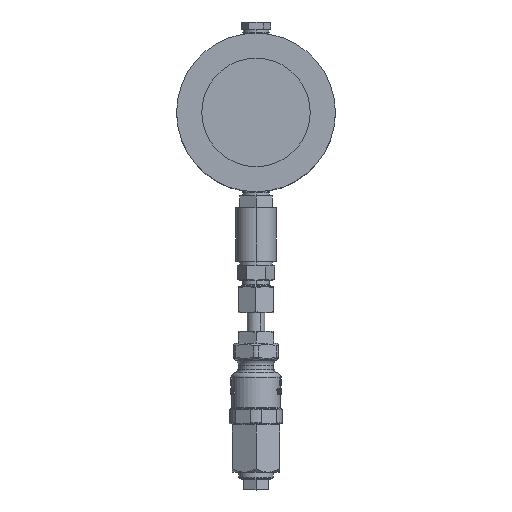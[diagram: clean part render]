
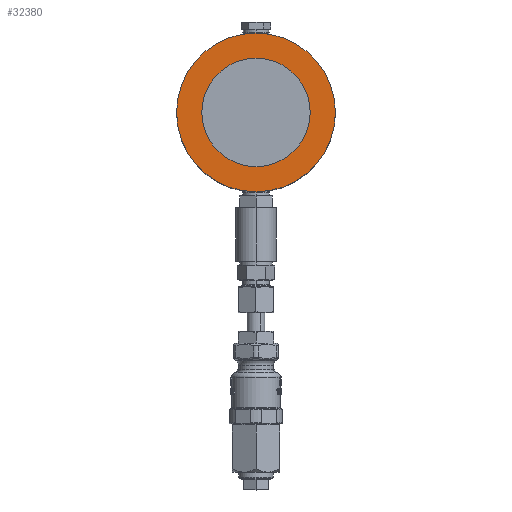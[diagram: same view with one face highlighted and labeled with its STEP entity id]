
A CAD part, top view. The second image highlights one B-rep face of the part: STEP entity #32380.
In plain terms, the highlighted planar face has unit normal (0, 0, 1).
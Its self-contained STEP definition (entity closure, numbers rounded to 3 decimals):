
#750 = ORIENTED_EDGE ( 'NONE', *, *, #20471, .F. ) ;
#1592 = DIRECTION ( 'NONE',  ( 1., 0., 0. ) ) ;
#1766 = CIRCLE ( 'NONE', #4844, 53.5 ) ;
#1846 = ORIENTED_EDGE ( 'NONE', *, *, #37857, .F. ) ;
#3824 = CIRCLE ( 'NONE', #46052, 36.55 ) ;
#4586 = CARTESIAN_POINT ( 'NONE',  ( 0., 0., 0. ) ) ;
#4844 = AXIS2_PLACEMENT_3D ( 'NONE', #46004, #23789, #1592 ) ;
#4876 = EDGE_LOOP ( 'NONE', ( #32563, #18321 ) ) ;
#5839 = DIRECTION ( 'NONE',  ( 0., 0., 1. ) ) ;
#7155 = CARTESIAN_POINT ( 'NONE',  ( 36.55, 0., 0. ) ) ;
#8274 = DIRECTION ( 'NONE',  ( 1., 0., 0. ) ) ;
#10298 = FACE_BOUND ( 'NONE', #34617, .T. ) ;
#11406 = PLANE ( 'NONE',  #35055 ) ;
#12072 = CARTESIAN_POINT ( 'NONE',  ( 53.5, 0., 0. ) ) ;
#13048 = VERTEX_POINT ( 'NONE', #44234 ) ;
#14528 = DIRECTION ( 'NONE',  ( 0., 0., 1. ) ) ;
#14974 = DIRECTION ( 'NONE',  ( 0., 0., 1. ) ) ;
#17853 = FACE_OUTER_BOUND ( 'NONE', #4876, .T. ) ;
#18321 = ORIENTED_EDGE ( 'NONE', *, *, #47860, .T. ) ;
#18811 = CIRCLE ( 'NONE', #23147, 36.55 ) ;
#20471 = EDGE_CURVE ( 'NONE', #22900, #24161, #18811, .T. ) ;
#22900 = VERTEX_POINT ( 'NONE', #7155 ) ;
#23147 = AXIS2_PLACEMENT_3D ( 'NONE', #4586, #30486, #8274 ) ;
#23789 = DIRECTION ( 'NONE',  ( 0., 0., 1. ) ) ;
#24161 = VERTEX_POINT ( 'NONE', #46243 ) ;
#28019 = CARTESIAN_POINT ( 'NONE',  ( 0., 0., 0. ) ) ;
#30486 = DIRECTION ( 'NONE',  ( 0., 0., 1. ) ) ;
#31654 = EDGE_CURVE ( 'NONE', #46695, #13048, #48132, .T. ) ;
#31736 = DIRECTION ( 'NONE',  ( 1., 0., 0. ) ) ;
#32380 = ADVANCED_FACE ( 'NONE', ( #10298, #17853 ), #11406, .T. ) ;
#32563 = ORIENTED_EDGE ( 'NONE', *, *, #31654, .T. ) ;
#33863 = AXIS2_PLACEMENT_3D ( 'NONE', #36768, #14528, #40519 ) ;
#34617 = EDGE_LOOP ( 'NONE', ( #750, #1846 ) ) ;
#35055 = AXIS2_PLACEMENT_3D ( 'NONE', #44537, #14974, #37386 ) ;
#36768 = CARTESIAN_POINT ( 'NONE',  ( 0., 0., 0. ) ) ;
#37386 = DIRECTION ( 'NONE',  ( 1., 0., 0. ) ) ;
#37857 = EDGE_CURVE ( 'NONE', #24161, #22900, #3824, .T. ) ;
#40519 = DIRECTION ( 'NONE',  ( 1., 0., 0. ) ) ;
#44234 = CARTESIAN_POINT ( 'NONE',  ( -53.5, 0., 0. ) ) ;
#44537 = CARTESIAN_POINT ( 'NONE',  ( 0., 0., 0. ) ) ;
#46004 = CARTESIAN_POINT ( 'NONE',  ( 0., 0., 0. ) ) ;
#46052 = AXIS2_PLACEMENT_3D ( 'NONE', #28019, #5839, #31736 ) ;
#46243 = CARTESIAN_POINT ( 'NONE',  ( -36.55, 0., 0. ) ) ;
#46695 = VERTEX_POINT ( 'NONE', #12072 ) ;
#47860 = EDGE_CURVE ( 'NONE', #13048, #46695, #1766, .T. ) ;
#48132 = CIRCLE ( 'NONE', #33863, 53.5 ) ;
